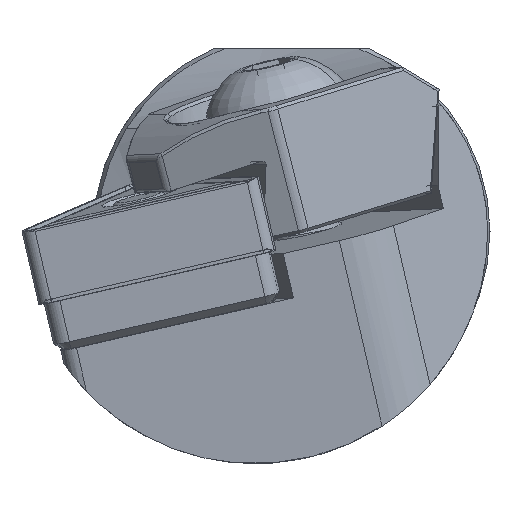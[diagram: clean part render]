
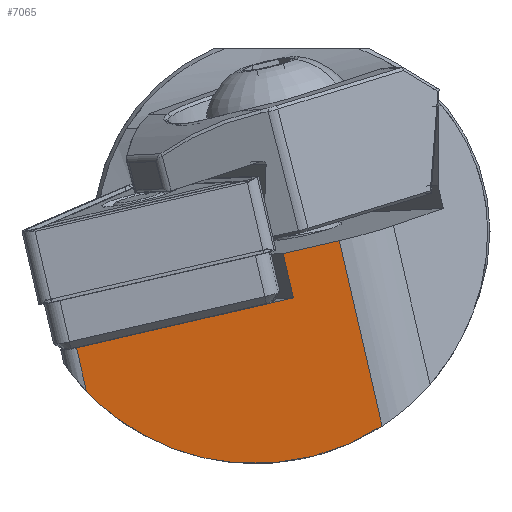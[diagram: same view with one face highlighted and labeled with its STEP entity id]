
A CAD part, left-side view. The second image highlights one B-rep face of the part: STEP entity #7065.
In plain terms, the highlighted planar face has unit normal (-0.995, -0.024, -0.102).
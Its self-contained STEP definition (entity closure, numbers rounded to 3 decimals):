
#274 = ORIENTED_EDGE ( 'NONE', *, *, #3907, .F. ) ;
#302 = LINE ( 'NONE', #5736, #8770 ) ;
#552 = CARTESIAN_POINT ( 'NONE',  ( -243.883, 33.069, -19.459 ) ) ;
#555 = CARTESIAN_POINT ( 'NONE',  ( -209.091, -37.745, -342.848 ) ) ;
#673 = LINE ( 'NONE', #5281, #3968 ) ;
#714 = EDGE_CURVE ( 'NONE', #9944, #10162, #302, .T. ) ;
#1367 = VERTEX_POINT ( 'NONE', #5792 ) ;
#1637 = EDGE_CURVE ( 'NONE', #4261, #1367, #673, .T. ) ;
#2103 =( BOUNDED_CURVE ( )  B_SPLINE_CURVE ( 3, ( #2108, #7990, #552, #2143 ),
 .UNSPECIFIED., .F., .F. ) 
 B_SPLINE_CURVE_WITH_KNOTS ( ( 4, 4 ),
 ( 2.791, 4.181 ),
 .UNSPECIFIED. ) 
 CURVE ( )  GEOMETRIC_REPRESENTATION_ITEM ( )  RATIONAL_B_SPLINE_CURVE ( ( 1., 0.845, 0.845, 1. ) ) 
 REPRESENTATION_ITEM ( '' )  );
#2108 = CARTESIAN_POINT ( 'NONE',  ( -243.888, 19.522, -16.288 ) ) ;
#2139 = DIRECTION ( 'NONE',  ( 0.995, 0.024, 0.102 ) ) ;
#2143 = CARTESIAN_POINT ( 'NONE',  ( -244.554, 38.156, -14.086 ) ) ;
#2268 = EDGE_CURVE ( 'NONE', #10162, #5090, #10045, .T. ) ;
#2548 = ORIENTED_EDGE ( 'NONE', *, *, #7926, .F. ) ;
#2586 = VERTEX_POINT ( 'NONE', #3556 ) ;
#2656 = EDGE_CURVE ( 'NONE', #4261, #2586, #2103, .T. ) ;
#3556 = CARTESIAN_POINT ( 'NONE',  ( -244.554, 38.156, -14.086 ) ) ;
#3907 = EDGE_CURVE ( 'NONE', #2586, #9944, #6640, .T. ) ;
#3968 = VECTOR ( 'NONE', #7773, 1000. ) ;
#4224 = VECTOR ( 'NONE', #5881, 1000. ) ;
#4261 = VERTEX_POINT ( 'NONE', #10017 ) ;
#5090 = VERTEX_POINT ( 'NONE', #9198 ) ;
#5281 = CARTESIAN_POINT ( 'NONE',  ( -209.091, -54.953, -338.875 ) ) ;
#5343 = DIRECTION ( 'NONE',  ( -0.105, 0.224, 0.969 ) ) ;
#5379 = CARTESIAN_POINT ( 'NONE',  ( -209.091, -37.745, -342.848 ) ) ;
#5707 = DIRECTION ( 'NONE',  ( 0., -0.974, 0.225 ) ) ;
#5736 = CARTESIAN_POINT ( 'NONE',  ( -244.848, 38.785, -11.364 ) ) ;
#5780 = LINE ( 'NONE', #8228, #10464 ) ;
#5792 = CARTESIAN_POINT ( 'NONE',  ( -245.149, 22.22, -4.6 ) ) ;
#5855 = VECTOR ( 'NONE', #5343, 1000. ) ;
#5881 = DIRECTION ( 'NONE',  ( -0.105, 0.224, 0.969 ) ) ;
#6135 = ORIENTED_EDGE ( 'NONE', *, *, #714, .F. ) ;
#6181 = DIRECTION ( 'NONE',  ( 0., -0.974, 0.225 ) ) ;
#6617 = CARTESIAN_POINT ( 'NONE',  ( -244.848, 25.114, -8.208 ) ) ;
#6640 = LINE ( 'NONE', #555, #5855 ) ;
#7065 = ADVANCED_FACE ( 'NONE', ( #10128 ), #10382, .F. ) ;
#7773 = DIRECTION ( 'NONE',  ( -0.105, 0.224, 0.969 ) ) ;
#7926 = EDGE_CURVE ( 'NONE', #5090, #1367, #5780, .T. ) ;
#7990 = CARTESIAN_POINT ( 'NONE',  ( -243.621, 25.721, -20.327 ) ) ;
#8169 = CARTESIAN_POINT ( 'NONE',  ( -209.091, -51.415, -339.692 ) ) ;
#8228 = CARTESIAN_POINT ( 'NONE',  ( -245.149, 39.429, -8.573 ) ) ;
#8770 = VECTOR ( 'NONE', #9889, 1000. ) ;
#8900 = AXIS2_PLACEMENT_3D ( 'NONE', #5379, #2139, #6181 ) ;
#9008 = ORIENTED_EDGE ( 'NONE', *, *, #1637, .T. ) ;
#9139 = EDGE_LOOP ( 'NONE', ( #10030, #6135, #274, #9145, #9008, #2548 ) ) ;
#9145 = ORIENTED_EDGE ( 'NONE', *, *, #2656, .F. ) ;
#9198 = CARTESIAN_POINT ( 'NONE',  ( -245.149, 25.759, -5.417 ) ) ;
#9889 = DIRECTION ( 'NONE',  ( 0., -0.974, 0.225 ) ) ;
#9944 = VERTEX_POINT ( 'NONE', #10341 ) ;
#10017 = CARTESIAN_POINT ( 'NONE',  ( -243.888, 19.522, -16.288 ) ) ;
#10030 = ORIENTED_EDGE ( 'NONE', *, *, #2268, .F. ) ;
#10045 = LINE ( 'NONE', #8169, #4224 ) ;
#10128 = FACE_OUTER_BOUND ( 'NONE', #9139, .T. ) ;
#10162 = VERTEX_POINT ( 'NONE', #6617 ) ;
#10341 = CARTESIAN_POINT ( 'NONE',  ( -244.848, 38.785, -11.364 ) ) ;
#10382 = PLANE ( 'NONE',  #8900 ) ;
#10464 = VECTOR ( 'NONE', #5707, 1000. ) ;
